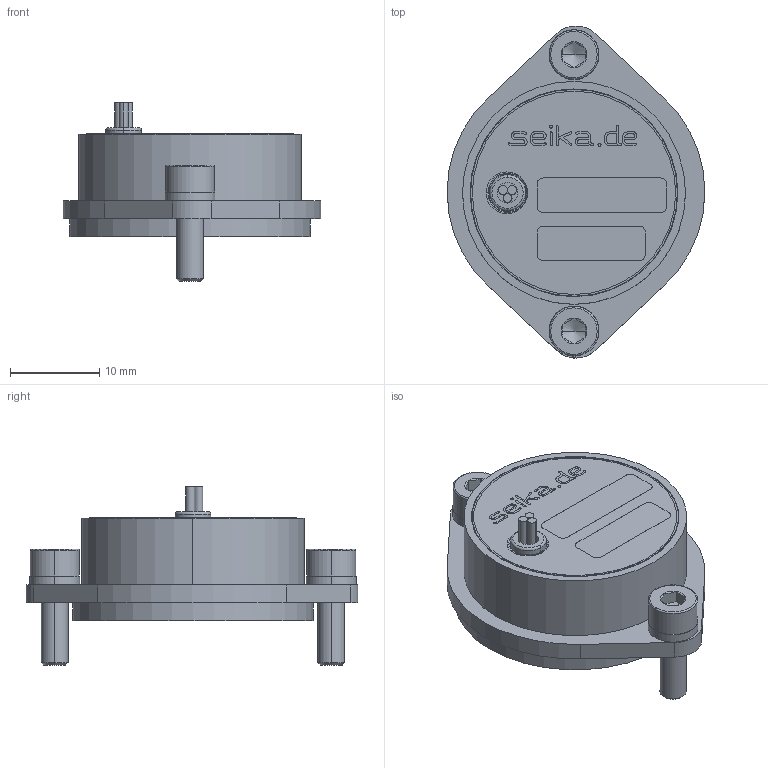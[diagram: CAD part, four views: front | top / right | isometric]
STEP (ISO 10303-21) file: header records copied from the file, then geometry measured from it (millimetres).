
FILE_DESCRIPTION(/* description */ ('VariCAD 2023-2.08 AP-214'),/* implementation_level */ '2;1');
FILE_NAME(/* name */ 'Beschleunigungssensor BS 25_Deckel_Schild_Ring.stp',/* time_stamp */ '2026-04-23T14:26:39+01:00',/* author */ (''),/* organization */ (''),/* preprocessor_version */ 'VariCAD 2023-2.08',/* originating_system */ 'VariCAD 2023-2.08; kernel version (20180118)',/* authorisation */ '');
FILE_SCHEMA(('AUTOMOTIVE_DESIGN'));
Length unit declared in the file: millimetre
Products named in the file (27): Beschleunigungssensor BS 25_Deckel_Schild_Ring; Schraube M3x10; Scheibe M3
Assembly tree (26 placements, depth 2):
  Beschleunigungssensor BS 25_Deckel_Schild_Ring
    Schraube M3x10
    Scheibe M3
    (unnamed)
    (unnamed)
    (unnamed)
    (unnamed)
    (unnamed)
    (unnamed)
    (unnamed)
    (unnamed)
    (unnamed)
    (unnamed)
    (unnamed)
    (unnamed)
    (unnamed)
    (unnamed)
    (unnamed)
    (unnamed)
    (unnamed)
    (unnamed)
    (unnamed)
    (unnamed)
    (unnamed)
    Scheibe M3
    Schraube M3x10
    (unnamed)
Bounding box: 28.9 x 37.23 x 20 mm (x, y, z)
Volume: 6714.9 mm3; surface area: 8351.6 mm2
Topology: 26 solids, 26 shells, 322 faces, 759 edges, 496 vertices
Faces by surface type: cylinder 144, plane 142, cone 24, torus 12
Entity records: 10544 total; most frequent: CARTESIAN_POINT 1854, DIRECTION 1849, ORIENTED_EDGE 1510, EDGE_CURVE 755, AXIS2_PLACEMENT_3D 733, VERTEX_POINT 496, LINE 383, VECTOR 383
